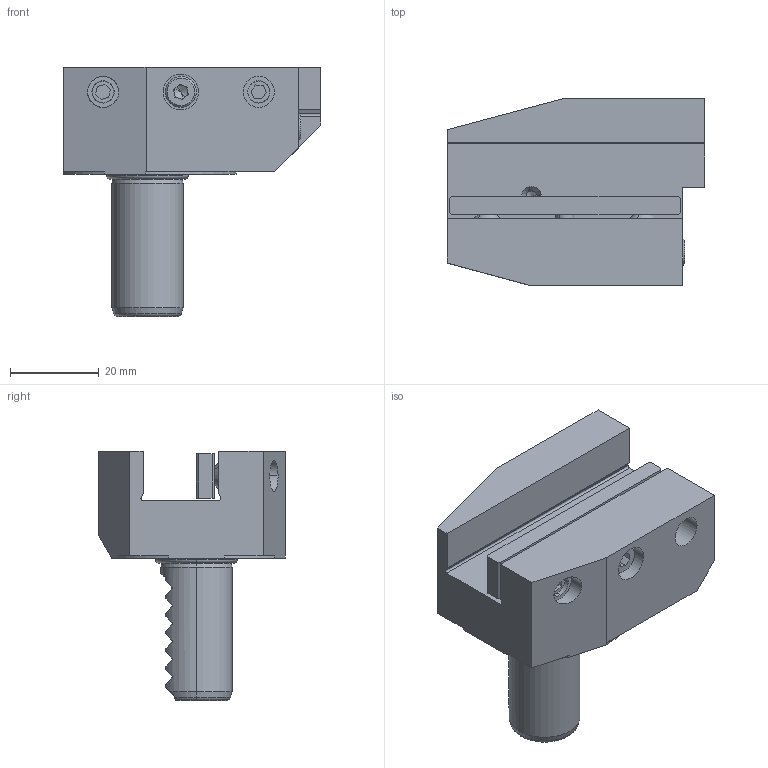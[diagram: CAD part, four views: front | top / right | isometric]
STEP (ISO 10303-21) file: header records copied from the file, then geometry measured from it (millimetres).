
FILE_DESCRIPTION (( 'STEP AP203' ), '1' );
FILE_NAME ('B7-16X12X24 ASSEMBLY.STEP', '2019-10-14T06:19:10', ( '' ), ( '' ), 'SwSTEP 2.0', 'SolidWorks 2017', '' );
FILE_SCHEMA (( 'CONFIG_CONTROL_DESIGN' ));
Length unit declared in the file: millimetre
Products named in the file (1): B7-16X12X24 ASSEMBLY
Bounding box: 58 x 42 x 56 mm (x, y, z)
Volume: 46265.2 mm3; surface area: 16043.7 mm2
Topology: 10 solids, 10 shells, 244 faces, 584 edges, 356 vertices
Faces by surface type: plane 118, cylinder 60, cone 41, torus 21, bspline 2, sphere 2
Entity records: 8360 total; most frequent: CARTESIAN_POINT 2709, DIRECTION 1189, ORIENTED_EDGE 1134, EDGE_CURVE 567, AXIS2_PLACEMENT_3D 438, VERTEX_POINT 353, VECTOR 313, LINE 313
